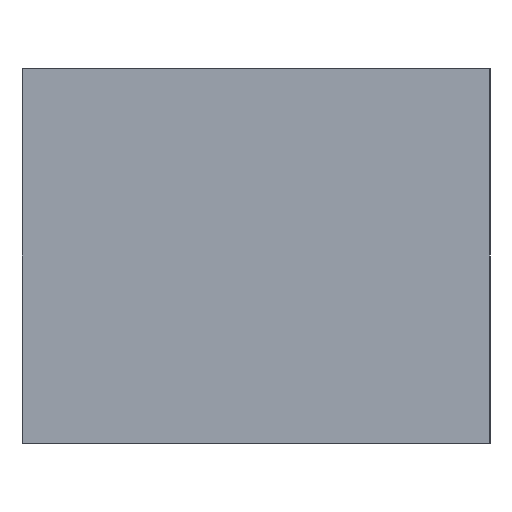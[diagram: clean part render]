
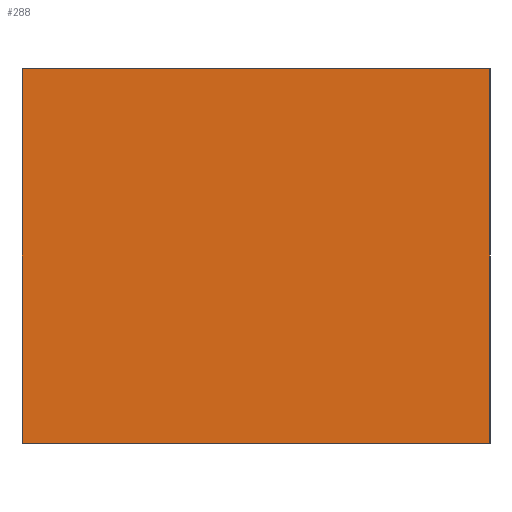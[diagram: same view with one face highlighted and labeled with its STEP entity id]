
A CAD part, left-side view. The second image highlights one B-rep face of the part: STEP entity #288.
In plain terms, the highlighted planar face has unit normal (-1, 0, 0).
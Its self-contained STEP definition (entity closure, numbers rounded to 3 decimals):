
#18=LINE($,#404,#54);
#41=LINE($,#451,#77);
#42=LINE($,#452,#78);
#43=LINE($,#453,#79);
#54=VECTOR($,#330,5.);
#77=VECTOR($,#369,5.);
#78=VECTOR($,#370,4.);
#79=VECTOR($,#371,4.);
#94=PLANE($,#308);
#113=FACE_OUTER_BOUND($,#129,.T.);
#129=EDGE_LOOP($,(#240,#241,#242,#243));
#143=VERTEX_POINT($,#401);
#144=VERTEX_POINT($,#403);
#159=VERTEX_POINT($,#449);
#160=VERTEX_POINT($,#450);
#170=EDGE_CURVE($,#143,#144,#18,.T.);
#193=EDGE_CURVE($,#159,#160,#41,.T.);
#194=EDGE_CURVE($,#160,#144,#42,.T.);
#195=EDGE_CURVE($,#159,#143,#43,.T.);
#240=ORIENTED_EDGE($,*,*,#193,.T.);
#241=ORIENTED_EDGE($,*,*,#194,.T.);
#242=ORIENTED_EDGE($,*,*,#170,.F.);
#243=ORIENTED_EDGE($,*,*,#195,.F.);
#288=ADVANCED_FACE($,(#113),#94,.T.);
#308=AXIS2_PLACEMENT_3D($,#448,#367,#368);
#330=DIRECTION($,(0.,-1.,0.));
#367=DIRECTION('center_axis',(-1.,0.,0.));
#368=DIRECTION('ref_axis',(0.,-1.,0.));
#369=DIRECTION($,(0.,-1.,0.));
#370=DIRECTION($,(0.,0.,1.));
#371=DIRECTION($,(0.,0.,1.));
#401=CARTESIAN_POINT('',(0.,5.,4.));
#403=CARTESIAN_POINT('',(0.,0.,4.));
#404=CARTESIAN_POINT($,(0.,5.,4.));
#448=CARTESIAN_POINT('Origin',(0.,5.,
0.));
#449=CARTESIAN_POINT('',(0.,5.,0.));
#450=CARTESIAN_POINT('',(0.,0.,0.));
#451=CARTESIAN_POINT($,(0.,5.,0.));
#452=CARTESIAN_POINT($,(0.,0.,0.));
#453=CARTESIAN_POINT($,(0.,5.,0.));
